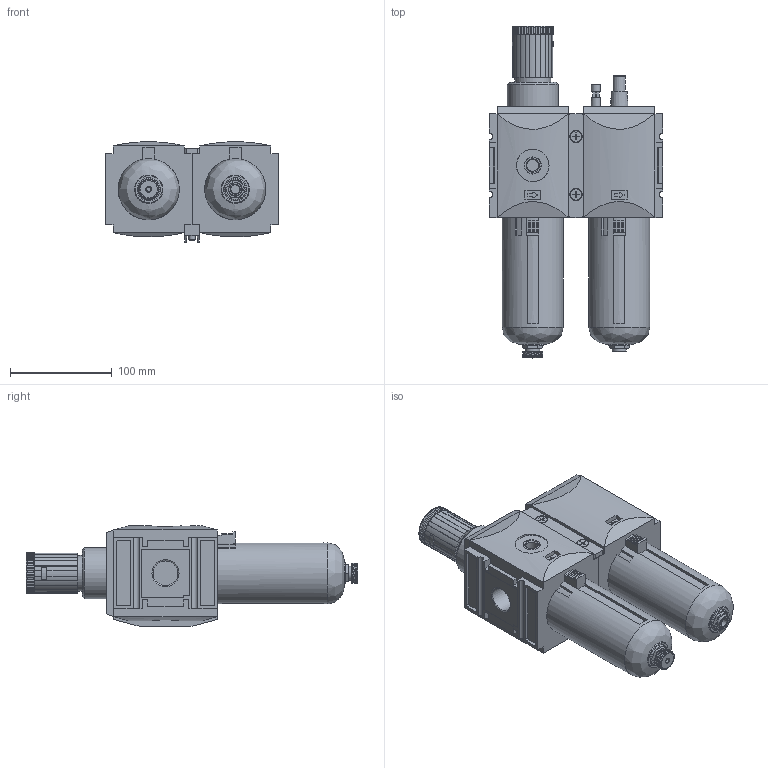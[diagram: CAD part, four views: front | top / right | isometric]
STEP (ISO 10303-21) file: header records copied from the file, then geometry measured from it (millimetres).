
FILE_DESCRIPTION( ( 'STEP AP203' ), '1' );
FILE_NAME( '92804.FF00.stp', '2018-12-11T13:25:43', ( '' ), ( '' ), ' ', 'PARTsolutions', ' ' );
FILE_SCHEMA( ( 'CONFIG_CONTROL_DESIGN' ) );
Length unit declared in the file: millimetre
Products named in the file (10): 92804.FF00; _FU 6110G 3/4000-1; _FU 6110-3; _FU 6110_0; _FU 6201G 3/4000-1; _FU 6201_0; _KP 300-1; _KP 300-3; _KP 300-2; _KP 300-4
Assembly tree (10 placements, depth 2):
  92804.FF00
    _FU 6110G 3/4000-1
    _FU 6110-3
    _FU 6110_0
    _FU 6201G 3/4000-1
    _FU 6201_0
    _KP 300-1
    _KP 300-3  x2
    _KP 300-2
    _KP 300-4
Bounding box: 170 x 326 x 98.64 mm (x, y, z)
Volume: 2319656.9 mm3; surface area: 226798.4 mm2
Topology: 10 solids, 10 shells, 1060 faces, 2758 edges, 1788 vertices
Faces by surface type: plane 613, cylinder 332, torus 62, cone 51, bspline 2
Full cylindrical faces by diameter (mm): 4 x2, 5.387 x2, 6 x2, 6.4 x2, 6.5 x4, 8 x1, 8.566 x2, 9 x2, 11.3 x2, 11.445 x1, 14 x2, 16.5 x2, 16.8 x2, 20 x1, 22 x2, 23 x2, 24.117 x4, 27 x2, 32 x2, 35 x1, 50 x1, 60 x2
Entity records: 32961 total; most frequent: CARTESIAN_POINT 7593, ORIENTED_EDGE 5188, DIRECTION 5136, EDGE_CURVE 2594, AXIS2_PLACEMENT_3D 1765, VERTEX_POINT 1732, LINE 1606, VECTOR 1606
